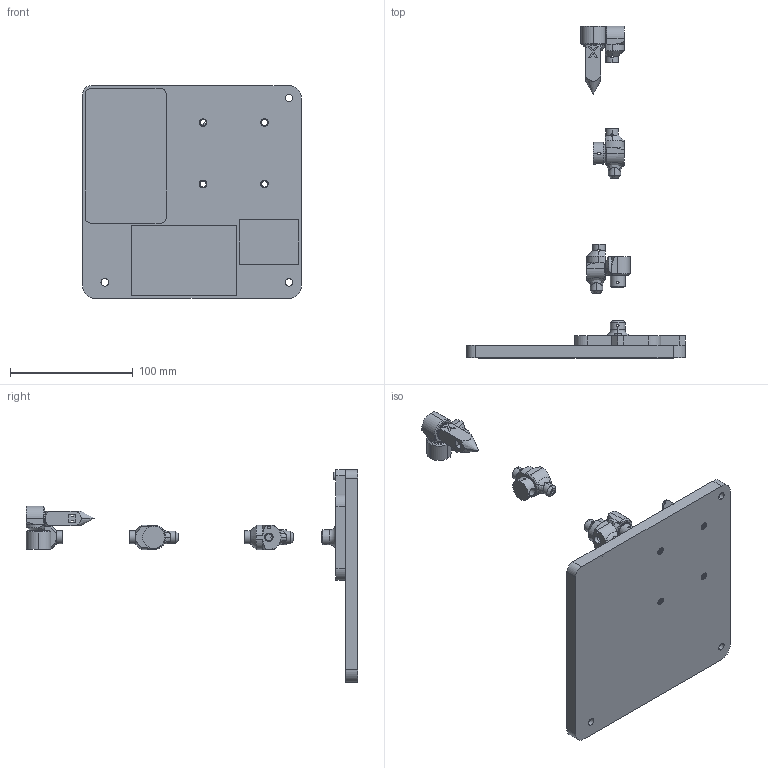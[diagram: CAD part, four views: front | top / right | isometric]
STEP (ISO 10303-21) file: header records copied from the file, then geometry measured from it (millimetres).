
FILE_DESCRIPTION (( 'STEP AP214' ), '1' );
FILE_NAME ('HandTool_With_Electronics_Assembly.STEP', '2025-11-04T13:46:05', ( '' ), ( '' ), 'SwSTEP 2.0', 'SolidWorks 2025', '' );
FILE_SCHEMA (( 'AUTOMOTIVE_DESIGN' ));
Length unit declared in the file: millimetre
Products named in the file (10): HandTool_With_Electronics_Assembly; StickWithButton_J3bottom; Stick2WithButton; HandTool_Assembly; Base_large; StickWithButton_J1bottom; StickWithButton_J2_J3_Counterweight; StickWithButton_J2_J3; StickWithButton_J1top_J5_J6; FrameForElectronics
Assembly tree (12 placements, depth 3):
  HandTool_With_Electronics_Assembly
    FrameForElectronics
    HandTool_Assembly
      Base_large
      StickWithButton_J1bottom
      StickWithButton_J1top_J5_J6  x3
      StickWithButton_J2_J3_Counterweight  x2
      StickWithButton_J3bottom
      StickWithButton_J2_J3
      Stick2WithButton
Bounding box: 178 x 270 x 173 mm (x, y, z)
Volume: 248027.1 mm3; surface area: 115822.8 mm2
Topology: 19 solids, 19 shells, 1501 faces, 3936 edges, 2508 vertices
Faces by surface type: plane 853, cylinder 397, cone 205, bspline 44, torus 2
Entity records: 43255 total; most frequent: CARTESIAN_POINT 16935, ORIENTED_EDGE 5704, DIRECTION 4971, EDGE_CURVE 2852, VERTEX_POINT 1827, LINE 1793, VECTOR 1793, AXIS2_PLACEMENT_3D 1589
